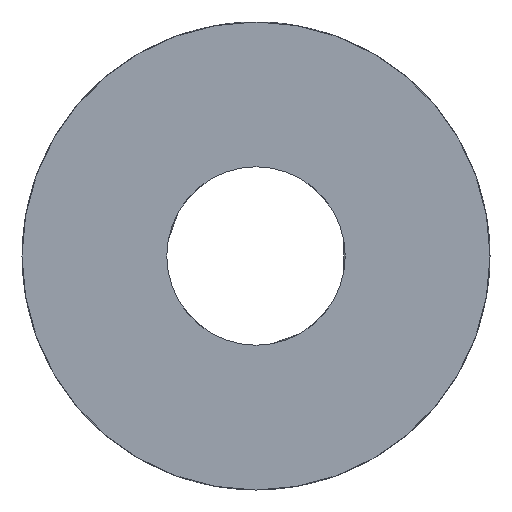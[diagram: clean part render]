
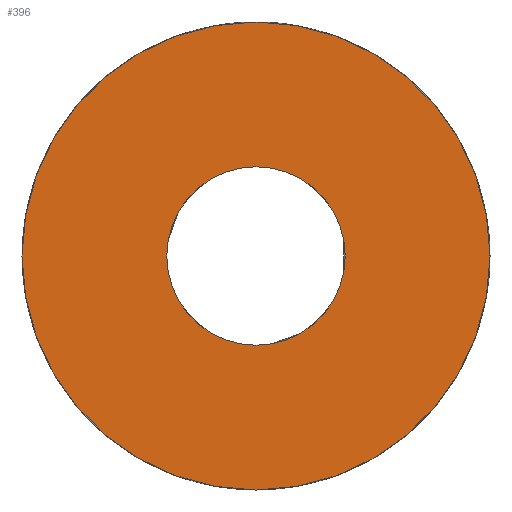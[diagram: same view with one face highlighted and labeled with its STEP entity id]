
A CAD part, left-side view. The second image highlights one B-rep face of the part: STEP entity #396.
In plain terms, the highlighted planar face has unit normal (-1, 0, 0).
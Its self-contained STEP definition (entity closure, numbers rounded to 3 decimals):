
#40 = EDGE_CURVE ( 'NONE', #3341, #2214, #144, .T. ) ;
#68 = DIRECTION ( 'NONE',  ( 0., 0., 1. ) ) ;
#83 = DIRECTION ( 'NONE',  ( 1., 0., 0. ) ) ;
#101 = CARTESIAN_POINT ( 'NONE',  ( -16., 0., 0. ) ) ;
#144 = CIRCLE ( 'NONE', #4086, 4.765 ) ;
#396 = ADVANCED_FACE ( 'NONE', ( #1832, #1844 ), #1400, .T. ) ;
#717 = CARTESIAN_POINT ( 'NONE',  ( -16., 0., 12.5 ) ) ;
#749 = DIRECTION ( 'NONE',  ( 0., 0., 1. ) ) ;
#750 = DIRECTION ( 'NONE',  ( 1., 0., 0. ) ) ;
#754 = CARTESIAN_POINT ( 'NONE',  ( -16., 0., 0. ) ) ;
#847 = CARTESIAN_POINT ( 'NONE',  ( -16., 0., -12.5 ) ) ;
#981 = CARTESIAN_POINT ( 'NONE',  ( -16., 0., -4.765 ) ) ;
#984 = DIRECTION ( 'NONE',  ( 1., 0., 0. ) ) ;
#1112 = DIRECTION ( 'NONE',  ( -1., 0., 0. ) ) ;
#1177 = AXIS2_PLACEMENT_3D ( 'NONE', #1415, #984, #1271 ) ;
#1271 = DIRECTION ( 'NONE',  ( 0., 0., 1. ) ) ;
#1354 = DIRECTION ( 'NONE',  ( 0., 0., 1. ) ) ;
#1400 = PLANE ( 'NONE',  #4864 ) ;
#1415 = CARTESIAN_POINT ( 'NONE',  ( -16., 0., 0. ) ) ;
#1490 = CARTESIAN_POINT ( 'NONE',  ( -16., 0., 0. ) ) ;
#1515 = AXIS2_PLACEMENT_3D ( 'NONE', #754, #750, #749 ) ;
#1743 = DIRECTION ( 'NONE',  ( 1., 0., 0. ) ) ;
#1832 = FACE_BOUND ( 'NONE', #3438, .T. ) ;
#1844 = FACE_OUTER_BOUND ( 'NONE', #1851, .T. ) ;
#1851 = EDGE_LOOP ( 'NONE', ( #3603, #3136 ) ) ;
#1861 = CARTESIAN_POINT ( 'NONE',  ( -16., 0., 0. ) ) ;
#2032 = EDGE_CURVE ( 'NONE', #4903, #3460, #2533, .T. ) ;
#2214 = VERTEX_POINT ( 'NONE', #5001 ) ;
#2533 = CIRCLE ( 'NONE', #1177, 12.5 ) ;
#3136 = ORIENTED_EDGE ( 'NONE', *, *, #2032, .F. ) ;
#3140 = ORIENTED_EDGE ( 'NONE', *, *, #3642, .T. ) ;
#3235 = CIRCLE ( 'NONE', #4899, 4.765 ) ;
#3341 = VERTEX_POINT ( 'NONE', #981 ) ;
#3438 = EDGE_LOOP ( 'NONE', ( #3140, #3640 ) ) ;
#3442 = EDGE_CURVE ( 'NONE', #3460, #4903, #4777, .T. ) ;
#3460 = VERTEX_POINT ( 'NONE', #717 ) ;
#3602 = DIRECTION ( 'NONE',  ( 0., 0., 1. ) ) ;
#3603 = ORIENTED_EDGE ( 'NONE', *, *, #3442, .F. ) ;
#3640 = ORIENTED_EDGE ( 'NONE', *, *, #40, .T. ) ;
#3642 = EDGE_CURVE ( 'NONE', #2214, #3341, #3235, .T. ) ;
#4086 = AXIS2_PLACEMENT_3D ( 'NONE', #1861, #1743, #3602 ) ;
#4777 = CIRCLE ( 'NONE', #1515, 12.5 ) ;
#4864 = AXIS2_PLACEMENT_3D ( 'NONE', #1490, #1112, #1354 ) ;
#4899 = AXIS2_PLACEMENT_3D ( 'NONE', #101, #83, #68 ) ;
#4903 = VERTEX_POINT ( 'NONE', #847 ) ;
#5001 = CARTESIAN_POINT ( 'NONE',  ( -16., 0., 4.765 ) ) ;
